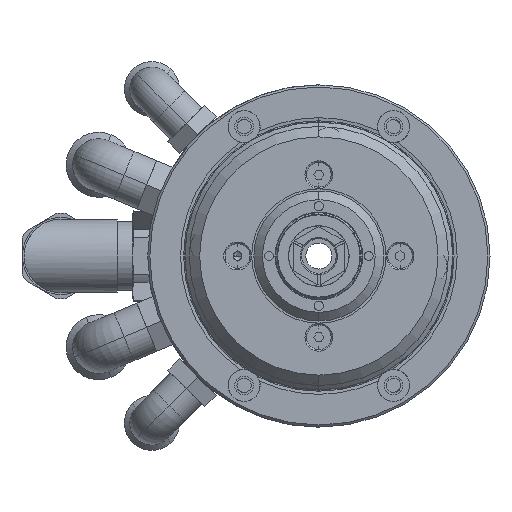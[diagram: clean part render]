
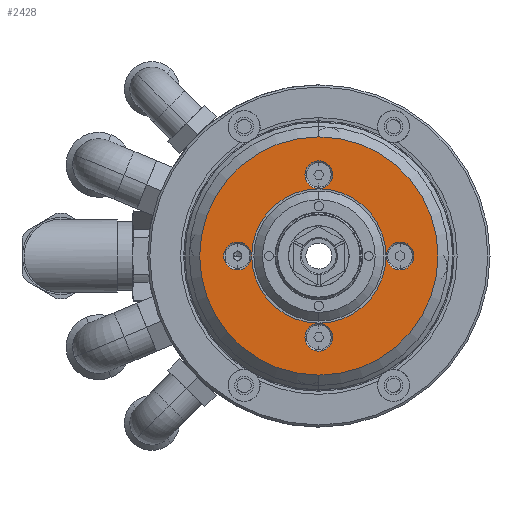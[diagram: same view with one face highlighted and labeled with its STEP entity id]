
A CAD part, left-side view. The second image highlights one B-rep face of the part: STEP entity #2428.
In plain terms, the highlighted planar face has unit normal (-1, 0, 0).
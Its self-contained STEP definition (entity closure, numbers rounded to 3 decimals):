
#145 = PLANE ( 'NONE',  #11018 ) ;
#173 = DIRECTION ( 'NONE',  ( -1., 0., 0. ) ) ;
#233 = DIRECTION ( 'NONE',  ( 0., 0., 1. ) ) ;
#235 = CARTESIAN_POINT ( 'NONE',  ( -166.122, 36.553, 0. ) ) ;
#919 = CARTESIAN_POINT ( 'NONE',  ( -166.122, 6.653, 13.35 ) ) ;
#924 = CARTESIAN_POINT ( 'NONE',  ( -166.122, 25.403, -3.2 ) ) ;
#955 = CARTESIAN_POINT ( 'NONE',  ( -166.122, 6.653, -15.55 ) ) ;
#1035 = CARTESIAN_POINT ( 'NONE',  ( -166.122, 6.653, -13.35 ) ) ;
#1041 = CARTESIAN_POINT ( 'NONE',  ( -166.122, 6.653, 15.55 ) ) ;
#1042 = CARTESIAN_POINT ( 'NONE',  ( -166.122, 6.653, -27.5 ) ) ;
#1048 = CARTESIAN_POINT ( 'NONE',  ( -166.122, 6.653, 21.95 ) ) ;
#1050 = CARTESIAN_POINT ( 'NONE',  ( -166.122, 25.403, 3.2 ) ) ;
#1054 = CARTESIAN_POINT ( 'NONE',  ( -166.122, -12.097, -3.2 ) ) ;
#1055 = CARTESIAN_POINT ( 'NONE',  ( -166.122, -12.097, 3.2 ) ) ;
#1057 = CARTESIAN_POINT ( 'NONE',  ( -166.122, 6.653, -21.95 ) ) ;
#1072 = CARTESIAN_POINT ( 'NONE',  ( -166.122, 6.653, 27.5 ) ) ;
#1567 = DIRECTION ( 'NONE',  ( 0., 0., 1. ) ) ;
#1596 = CARTESIAN_POINT ( 'NONE',  ( -166.122, -12.097, 0. ) ) ;
#1936 = DIRECTION ( 'NONE',  ( 0., 0., 1. ) ) ;
#1965 = DIRECTION ( 'NONE',  ( -1., 0., 0. ) ) ;
#1967 = CARTESIAN_POINT ( 'NONE',  ( -166.122, 6.653, -18.75 ) ) ;
#1984 = DIRECTION ( 'NONE',  ( -1., 0., 0. ) ) ;
#1990 = CARTESIAN_POINT ( 'NONE',  ( -166.122, 25.403, 0. ) ) ;
#2070 = CARTESIAN_POINT ( 'NONE',  ( -166.122, 6.653, -18.75 ) ) ;
#2103 = DIRECTION ( 'NONE',  ( 0., 0., 1. ) ) ;
#2107 = CARTESIAN_POINT ( 'NONE',  ( -166.122, 6.653, 0. ) ) ;
#2109 = DIRECTION ( 'NONE',  ( 1., 0., 0. ) ) ;
#2111 = DIRECTION ( 'NONE',  ( 0., 0., -1. ) ) ;
#2118 = DIRECTION ( 'NONE',  ( 0., 0., -1. ) ) ;
#2119 = DIRECTION ( 'NONE',  ( 1., 0., 0. ) ) ;
#2120 = CARTESIAN_POINT ( 'NONE',  ( -166.122, 6.653, 0. ) ) ;
#2150 = DIRECTION ( 'NONE',  ( 0., 0., 1. ) ) ;
#2151 = CARTESIAN_POINT ( 'NONE',  ( -166.122, 6.653, 18.75 ) ) ;
#2154 = CARTESIAN_POINT ( 'NONE',  ( -166.122, 6.653, 0. ) ) ;
#2155 = DIRECTION ( 'NONE',  ( -1., 0., 0. ) ) ;
#2158 = DIRECTION ( 'NONE',  ( -1., 0., 0. ) ) ;
#2162 = CARTESIAN_POINT ( 'NONE',  ( -166.122, 25.403, 0. ) ) ;
#2165 = DIRECTION ( 'NONE',  ( 0., 0., 1. ) ) ;
#2167 = DIRECTION ( 'NONE',  ( 0., 0., 1. ) ) ;
#2168 = DIRECTION ( 'NONE',  ( -1., 0., 0. ) ) ;
#2169 = DIRECTION ( 'NONE',  ( -1., 0., 0. ) ) ;
#2170 = DIRECTION ( 'NONE',  ( -1., 0., 0. ) ) ;
#2171 = CARTESIAN_POINT ( 'NONE',  ( -166.122, -12.097, 0. ) ) ;
#2177 = DIRECTION ( 'NONE',  ( 0., 0., 1. ) ) ;
#2182 = DIRECTION ( 'NONE',  ( -1., 0., 0. ) ) ;
#2225 = CARTESIAN_POINT ( 'NONE',  ( -166.122, 6.653, 18.75 ) ) ;
#2249 = DIRECTION ( 'NONE',  ( -1., 0., 0. ) ) ;
#2252 = CARTESIAN_POINT ( 'NONE',  ( -166.122, 6.653, 0. ) ) ;
#2257 = DIRECTION ( 'NONE',  ( 0., 0., 1. ) ) ;
#2258 = DIRECTION ( 'NONE',  ( -1., 0., 0. ) ) ;
#2268 = DIRECTION ( 'NONE',  ( 0., 0., 1. ) ) ;
#2396 = DIRECTION ( 'NONE',  ( 0., 0., 1. ) ) ;
#2428 = ADVANCED_FACE ( 'NONE', ( #6824, #6777, #6825, #6775, #6823, #6776 ), #145, .T. ) ;
#3613 = VERTEX_POINT ( 'NONE', #1035 ) ;
#3621 = VERTEX_POINT ( 'NONE', #955 ) ;
#3626 = VERTEX_POINT ( 'NONE', #1041 ) ;
#3627 = VERTEX_POINT ( 'NONE', #1042 ) ;
#3633 = VERTEX_POINT ( 'NONE', #1048 ) ;
#3635 = VERTEX_POINT ( 'NONE', #1050 ) ;
#3639 = VERTEX_POINT ( 'NONE', #1054 ) ;
#3640 = VERTEX_POINT ( 'NONE', #1055 ) ;
#3642 = VERTEX_POINT ( 'NONE', #1057 ) ;
#3657 = VERTEX_POINT ( 'NONE', #1072 ) ;
#3664 = VERTEX_POINT ( 'NONE', #919 ) ;
#3667 = VERTEX_POINT ( 'NONE', #924 ) ;
#6775 = FACE_BOUND ( 'NONE', #14122, .T. ) ;
#6776 = FACE_BOUND ( 'NONE', #14532, .T. ) ;
#6777 = FACE_BOUND ( 'NONE', #14233, .T. ) ;
#6823 = FACE_BOUND ( 'NONE', #14596, .T. ) ;
#6824 = FACE_OUTER_BOUND ( 'NONE', #14195, .T. ) ;
#6825 = FACE_BOUND ( 'NONE', #14324, .T. ) ;
#7360 = ORIENTED_EDGE ( 'NONE', *, *, #13143, .F. ) ;
#7376 = ORIENTED_EDGE ( 'NONE', *, *, #13039, .T. ) ;
#7377 = ORIENTED_EDGE ( 'NONE', *, *, #13038, .T. ) ;
#7463 = ORIENTED_EDGE ( 'NONE', *, *, #13167, .F. ) ;
#7517 = ORIENTED_EDGE ( 'NONE', *, *, #13149, .T. ) ;
#7519 = ORIENTED_EDGE ( 'NONE', *, *, #13148, .F. ) ;
#7524 = ORIENTED_EDGE ( 'NONE', *, *, #13145, .F. ) ;
#7525 = ORIENTED_EDGE ( 'NONE', *, *, #13142, .F. ) ;
#7526 = ORIENTED_EDGE ( 'NONE', *, *, #13155, .F. ) ;
#7530 = ORIENTED_EDGE ( 'NONE', *, *, #13151, .F. ) ;
#7531 = ORIENTED_EDGE ( 'NONE', *, *, #13037, .F. ) ;
#8236 = ORIENTED_EDGE ( 'NONE', *, *, #13036, .T. ) ;
#10202 = CIRCLE ( 'NONE', #13377, 3.2 ) ;
#10235 = CIRCLE ( 'NONE', #13362, 3.2 ) ;
#10244 = CIRCLE ( 'NONE', #13363, 3.2 ) ;
#10246 = CIRCLE ( 'NONE', #13364, 3.2 ) ;
#10251 = CIRCLE ( 'NONE', #13366, 3.2 ) ;
#10252 = CIRCLE ( 'NONE', #13367, 27.5 ) ;
#10256 = CIRCLE ( 'NONE', #13369, 3.2 ) ;
#10260 = CIRCLE ( 'NONE', #13370, 3.2 ) ;
#10356 = CIRCLE ( 'NONE', #13341, 13.35 ) ;
#10357 = CIRCLE ( 'NONE', #13340, 13.35 ) ;
#10487 = CIRCLE ( 'NONE', #13338, 27.5 ) ;
#10493 = CIRCLE ( 'NONE', #13339, 3.2 ) ;
#11018 = AXIS2_PLACEMENT_3D ( 'NONE', #235, #173, #233 ) ;
#13036 = EDGE_CURVE ( 'NONE', #3627, #3657, #10487, .T. ) ;
#13037 = EDGE_CURVE ( 'NONE', #3633, #3626, #10493, .T. ) ;
#13038 = EDGE_CURVE ( 'NONE', #3613, #3664, #10357, .T. ) ;
#13039 = EDGE_CURVE ( 'NONE', #3664, #3613, #10356, .T. ) ;
#13142 = EDGE_CURVE ( 'NONE', #3621, #3642, #10235, .T. ) ;
#13143 = EDGE_CURVE ( 'NONE', #3635, #3667, #10244, .T. ) ;
#13145 = EDGE_CURVE ( 'NONE', #3639, #3640, #10246, .T. ) ;
#13148 = EDGE_CURVE ( 'NONE', #3626, #3633, #10251, .T. ) ;
#13149 = EDGE_CURVE ( 'NONE', #3657, #3627, #10252, .T. ) ;
#13151 = EDGE_CURVE ( 'NONE', #3667, #3635, #10256, .T. ) ;
#13155 = EDGE_CURVE ( 'NONE', #3640, #3639, #10260, .T. ) ;
#13167 = EDGE_CURVE ( 'NONE', #3642, #3621, #10202, .T. ) ;
#13338 = AXIS2_PLACEMENT_3D ( 'NONE', #2154, #2155, #2150 ) ;
#13339 = AXIS2_PLACEMENT_3D ( 'NONE', #2151, #2158, #2103 ) ;
#13340 = AXIS2_PLACEMENT_3D ( 'NONE', #2107, #2109, #2111 ) ;
#13341 = AXIS2_PLACEMENT_3D ( 'NONE', #2120, #2119, #2118 ) ;
#13362 = AXIS2_PLACEMENT_3D ( 'NONE', #2070, #2168, #2167 ) ;
#13363 = AXIS2_PLACEMENT_3D ( 'NONE', #2162, #2169, #2165 ) ;
#13364 = AXIS2_PLACEMENT_3D ( 'NONE', #2171, #2170, #2177 ) ;
#13366 = AXIS2_PLACEMENT_3D ( 'NONE', #2225, #2182, #2257 ) ;
#13367 = AXIS2_PLACEMENT_3D ( 'NONE', #2252, #2249, #2268 ) ;
#13369 = AXIS2_PLACEMENT_3D ( 'NONE', #1990, #1984, #1567 ) ;
#13370 = AXIS2_PLACEMENT_3D ( 'NONE', #1596, #2258, #2396 ) ;
#13377 = AXIS2_PLACEMENT_3D ( 'NONE', #1967, #1965, #1936 ) ;
#14122 = EDGE_LOOP ( 'NONE', ( #7525, #7463 ) ) ;
#14195 = EDGE_LOOP ( 'NONE', ( #8236, #7517 ) ) ;
#14233 = EDGE_LOOP ( 'NONE', ( #7531, #7519 ) ) ;
#14324 = EDGE_LOOP ( 'NONE', ( #7526, #7524 ) ) ;
#14532 = EDGE_LOOP ( 'NONE', ( #7377, #7376 ) ) ;
#14596 = EDGE_LOOP ( 'NONE', ( #7360, #7530 ) ) ;
